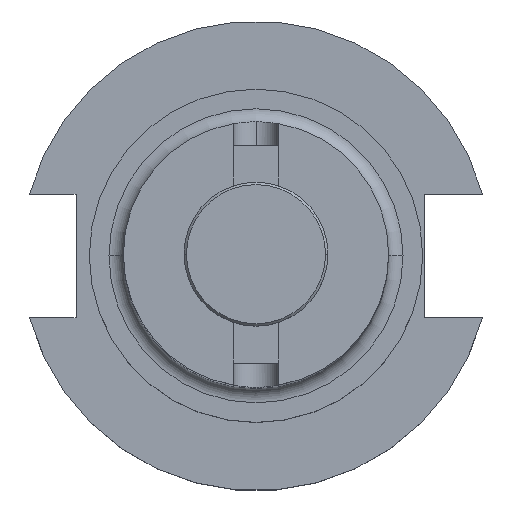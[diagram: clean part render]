
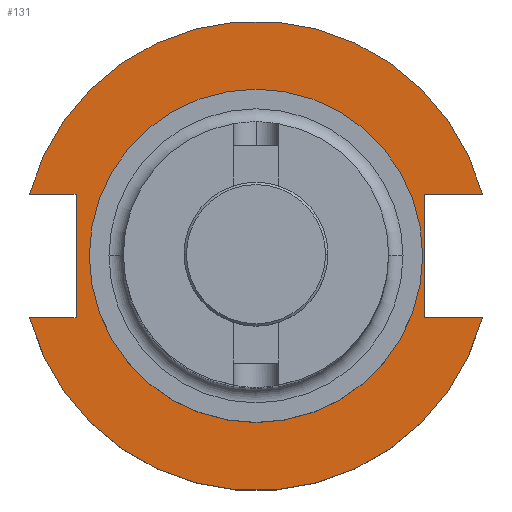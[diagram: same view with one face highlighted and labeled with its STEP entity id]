
A CAD part, top view. The second image highlights one B-rep face of the part: STEP entity #131.
In plain terms, the highlighted planar face has unit normal (0, 0, 1).
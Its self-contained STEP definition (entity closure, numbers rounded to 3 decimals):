
#45 = CARTESIAN_POINT ( 'NONE',  ( 47.477, -12.954, 19.05 ) ) ;
#61 = LINE ( 'NONE', #80, #1048 ) ;
#70 = CARTESIAN_POINT ( 'NONE',  ( -37.719, 12.954, 19.05 ) ) ;
#72 = CARTESIAN_POINT ( 'NONE',  ( 0., 0., 19.05 ) ) ;
#80 = CARTESIAN_POINT ( 'NONE',  ( 35.306, 12.954, 19.05 ) ) ;
#109 = ORIENTED_EDGE ( 'NONE', *, *, #1974, .T. ) ;
#131 = ADVANCED_FACE ( 'NONE', ( #1255, #798 ), #451, .T. ) ;
#153 = DIRECTION ( 'NONE',  ( 1., 0., 0. ) ) ;
#183 = AXIS2_PLACEMENT_3D ( 'NONE', #72, #1444, #1643 ) ;
#216 = CARTESIAN_POINT ( 'NONE',  ( 0., 0., 19.05 ) ) ;
#249 = CARTESIAN_POINT ( 'NONE',  ( 35.306, 12.954, 19.05 ) ) ;
#276 = VERTEX_POINT ( 'NONE', #1170 ) ;
#282 = DIRECTION ( 'NONE',  ( 0., -1., 0. ) ) ;
#402 = CARTESIAN_POINT ( 'NONE',  ( 35.306, -12.954, 19.05 ) ) ;
#416 = DIRECTION ( 'NONE',  ( 1., 0., 0. ) ) ;
#425 = VECTOR ( 'NONE', #596, 1000. ) ;
#448 = CARTESIAN_POINT ( 'NONE',  ( -47.477, 12.954, 19.05 ) ) ;
#451 = PLANE ( 'NONE',  #1734 ) ;
#523 = EDGE_CURVE ( 'NONE', #782, #1117, #61, .T. ) ;
#532 = EDGE_CURVE ( 'NONE', #845, #276, #1441, .T. ) ;
#547 = LINE ( 'NONE', #402, #425 ) ;
#568 = EDGE_CURVE ( 'NONE', #1012, #782, #1369, .T. ) ;
#582 = DIRECTION ( 'NONE',  ( 1., 0., 0. ) ) ;
#594 = VERTEX_POINT ( 'NONE', #2234 ) ;
#596 = DIRECTION ( 'NONE',  ( 1., 0., 0. ) ) ;
#702 = CARTESIAN_POINT ( 'NONE',  ( -63.719, 12.954, 19.05 ) ) ;
#743 = VERTEX_POINT ( 'NONE', #45 ) ;
#781 = CIRCLE ( 'NONE', #1126, 49.212 ) ;
#782 = VERTEX_POINT ( 'NONE', #2262 ) ;
#798 = FACE_OUTER_BOUND ( 'NONE', #1867, .T. ) ;
#823 = ORIENTED_EDGE ( 'NONE', *, *, #532, .F. ) ;
#836 = DIRECTION ( 'NONE',  ( 0., 0., 1. ) ) ;
#845 = VERTEX_POINT ( 'NONE', #860 ) ;
#860 = CARTESIAN_POINT ( 'NONE',  ( -34.925, 0., 19.05 ) ) ;
#863 = ORIENTED_EDGE ( 'NONE', *, *, #1821, .F. ) ;
#879 = CARTESIAN_POINT ( 'NONE',  ( -37.719, 12.954, 19.05 ) ) ;
#921 = ORIENTED_EDGE ( 'NONE', *, *, #934, .F. ) ;
#934 = EDGE_CURVE ( 'NONE', #276, #845, #1761, .T. ) ;
#1007 = ORIENTED_EDGE ( 'NONE', *, *, #1635, .T. ) ;
#1012 = VERTEX_POINT ( 'NONE', #1655 ) ;
#1048 = VECTOR ( 'NONE', #282, 1000. ) ;
#1069 = DIRECTION ( 'NONE',  ( 0., 1., 0. ) ) ;
#1083 = AXIS2_PLACEMENT_3D ( 'NONE', #216, #1601, #416 ) ;
#1105 = DIRECTION ( 'NONE',  ( 1., 0., 0. ) ) ;
#1117 = VERTEX_POINT ( 'NONE', #2424 ) ;
#1126 = AXIS2_PLACEMENT_3D ( 'NONE', #2476, #1320, #153 ) ;
#1170 = CARTESIAN_POINT ( 'NONE',  ( 34.925, 0., 19.05 ) ) ;
#1219 = CIRCLE ( 'NONE', #1083, 49.212 ) ;
#1255 = FACE_BOUND ( 'NONE', #2514, .T. ) ;
#1277 = ORIENTED_EDGE ( 'NONE', *, *, #568, .F. ) ;
#1278 = LINE ( 'NONE', #2272, #1741 ) ;
#1320 = DIRECTION ( 'NONE',  ( 0., 0., 1. ) ) ;
#1333 = CARTESIAN_POINT ( 'NONE',  ( 0., 49.212, 19.05 ) ) ;
#1335 = ORIENTED_EDGE ( 'NONE', *, *, #2460, .F. ) ;
#1369 = LINE ( 'NONE', #249, #1955 ) ;
#1370 = LINE ( 'NONE', #879, #2339 ) ;
#1379 = VERTEX_POINT ( 'NONE', #70 ) ;
#1406 = LINE ( 'NONE', #702, #1869 ) ;
#1441 = CIRCLE ( 'NONE', #183, 34.925 ) ;
#1444 = DIRECTION ( 'NONE',  ( 0., 0., 1. ) ) ;
#1601 = DIRECTION ( 'NONE',  ( 0., 0., 1. ) ) ;
#1635 = EDGE_CURVE ( 'NONE', #1012, #2113, #781, .T. ) ;
#1643 = DIRECTION ( 'NONE',  ( 1., 0., 0. ) ) ;
#1655 = CARTESIAN_POINT ( 'NONE',  ( 47.477, 12.954, 19.05 ) ) ;
#1699 = AXIS2_PLACEMENT_3D ( 'NONE', #1764, #2148, #582 ) ;
#1731 = ORIENTED_EDGE ( 'NONE', *, *, #523, .F. ) ;
#1734 = AXIS2_PLACEMENT_3D ( 'NONE', #1333, #836, #2321 ) ;
#1741 = VECTOR ( 'NONE', #1105, 1000. ) ;
#1761 = CIRCLE ( 'NONE', #1699, 34.925 ) ;
#1764 = CARTESIAN_POINT ( 'NONE',  ( 0., 0., 19.05 ) ) ;
#1790 = CARTESIAN_POINT ( 'NONE',  ( -47.477, -12.954, 19.05 ) ) ;
#1821 = EDGE_CURVE ( 'NONE', #1117, #743, #547, .T. ) ;
#1867 = EDGE_LOOP ( 'NONE', ( #109, #863, #1731, #1277, #1007, #2120, #2277, #1335 ) ) ;
#1869 = VECTOR ( 'NONE', #2260, 1000. ) ;
#1872 = DIRECTION ( 'NONE',  ( -1., 0., 0. ) ) ;
#1955 = VECTOR ( 'NONE', #1872, 1000. ) ;
#1974 = EDGE_CURVE ( 'NONE', #2070, #743, #1219, .T. ) ;
#2070 = VERTEX_POINT ( 'NONE', #1790 ) ;
#2113 = VERTEX_POINT ( 'NONE', #448 ) ;
#2120 = ORIENTED_EDGE ( 'NONE', *, *, #2413, .F. ) ;
#2145 = EDGE_CURVE ( 'NONE', #594, #1379, #1370, .T. ) ;
#2148 = DIRECTION ( 'NONE',  ( 0., 0., 1. ) ) ;
#2234 = CARTESIAN_POINT ( 'NONE',  ( -37.719, -12.954, 19.05 ) ) ;
#2260 = DIRECTION ( 'NONE',  ( -1., 0., 0. ) ) ;
#2262 = CARTESIAN_POINT ( 'NONE',  ( 35.306, 12.954, 19.05 ) ) ;
#2272 = CARTESIAN_POINT ( 'NONE',  ( -63.719, -12.954, 19.05 ) ) ;
#2277 = ORIENTED_EDGE ( 'NONE', *, *, #2145, .F. ) ;
#2321 = DIRECTION ( 'NONE',  ( 1., 0., 0. ) ) ;
#2339 = VECTOR ( 'NONE', #1069, 1000. ) ;
#2413 = EDGE_CURVE ( 'NONE', #1379, #2113, #1406, .T. ) ;
#2424 = CARTESIAN_POINT ( 'NONE',  ( 35.306, -12.954, 19.05 ) ) ;
#2460 = EDGE_CURVE ( 'NONE', #2070, #594, #1278, .T. ) ;
#2476 = CARTESIAN_POINT ( 'NONE',  ( 0., 0., 19.05 ) ) ;
#2514 = EDGE_LOOP ( 'NONE', ( #921, #823 ) ) ;
